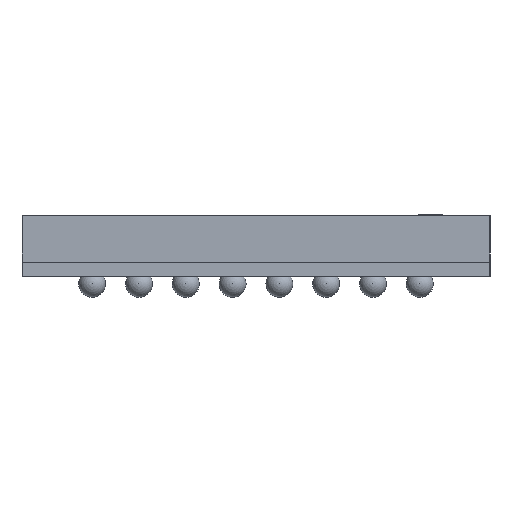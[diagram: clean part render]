
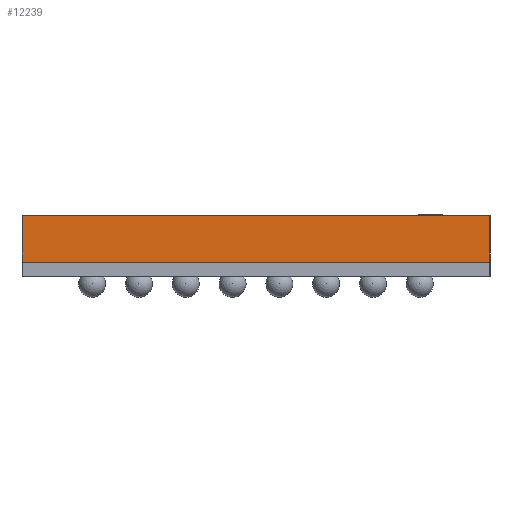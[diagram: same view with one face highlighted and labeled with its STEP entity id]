
A CAD part, left-side view. The second image highlights one B-rep face of the part: STEP entity #12239.
In plain terms, the highlighted planar face has unit normal (-1, 0, 0).
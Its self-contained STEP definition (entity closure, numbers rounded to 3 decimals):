
#1446 = PLANE ( 'NONE',  #5033 ) ;
#2060 = EDGE_CURVE ( 'NONE', #13683, #6464, #7608, .T. ) ;
#2144 = LINE ( 'NONE', #7130, #10931 ) ;
#2950 = CARTESIAN_POINT ( 'NONE',  ( -4., -4., 0. ) ) ;
#3384 = CARTESIAN_POINT ( 'NONE',  ( -4., -4., 0.8 ) ) ;
#3583 = VECTOR ( 'NONE', #12930, 1000. ) ;
#3622 = VERTEX_POINT ( 'NONE', #3384 ) ;
#3938 = DIRECTION ( 'NONE',  ( 0., 0., -1. ) ) ;
#4169 = VERTEX_POINT ( 'NONE', #2950 ) ;
#4289 = CARTESIAN_POINT ( 'NONE',  ( -4., 4., 0.8 ) ) ;
#4388 = EDGE_CURVE ( 'NONE', #13683, #3622, #12484, .T. ) ;
#4391 = FACE_OUTER_BOUND ( 'NONE', #14225, .T. ) ;
#4841 = EDGE_CURVE ( 'NONE', #3622, #4169, #2144, .T. ) ;
#4921 = CARTESIAN_POINT ( 'NONE',  ( -4., 4., 0. ) ) ;
#5033 = AXIS2_PLACEMENT_3D ( 'NONE', #17161, #14148, #20421 ) ;
#6464 = VERTEX_POINT ( 'NONE', #19253 ) ;
#7130 = CARTESIAN_POINT ( 'NONE',  ( -4., -4., 0.8 ) ) ;
#7206 = CARTESIAN_POINT ( 'NONE',  ( -4., 4., 0.8 ) ) ;
#7608 = LINE ( 'NONE', #20351, #9724 ) ;
#7953 = VECTOR ( 'NONE', #10925, 1000. ) ;
#9007 = EDGE_CURVE ( 'NONE', #6464, #4169, #19154, .T. ) ;
#9724 = VECTOR ( 'NONE', #15836, 1000. ) ;
#9813 = ORIENTED_EDGE ( 'NONE', *, *, #4388, .F. ) ;
#9846 = ORIENTED_EDGE ( 'NONE', *, *, #2060, .T. ) ;
#10925 = DIRECTION ( 'NONE',  ( 0., -1., 0. ) ) ;
#10931 = VECTOR ( 'NONE', #3938, 1000. ) ;
#12239 = ADVANCED_FACE ( 'NONE', ( #4391 ), #1446, .F. ) ;
#12484 = LINE ( 'NONE', #7206, #7953 ) ;
#12930 = DIRECTION ( 'NONE',  ( 0., -1., 0. ) ) ;
#13683 = VERTEX_POINT ( 'NONE', #4289 ) ;
#14148 = DIRECTION ( 'NONE',  ( 1., 0., 0. ) ) ;
#14225 = EDGE_LOOP ( 'NONE', ( #14440, #19077, #9813, #9846 ) ) ;
#14440 = ORIENTED_EDGE ( 'NONE', *, *, #9007, .T. ) ;
#15836 = DIRECTION ( 'NONE',  ( 0., 0., -1. ) ) ;
#17161 = CARTESIAN_POINT ( 'NONE',  ( -4., 4., 0.8 ) ) ;
#19077 = ORIENTED_EDGE ( 'NONE', *, *, #4841, .F. ) ;
#19154 = LINE ( 'NONE', #4921, #3583 ) ;
#19253 = CARTESIAN_POINT ( 'NONE',  ( -4., 4., 0. ) ) ;
#20351 = CARTESIAN_POINT ( 'NONE',  ( -4., 4., 0.8 ) ) ;
#20421 = DIRECTION ( 'NONE',  ( 0., 1., 0. ) ) ;
